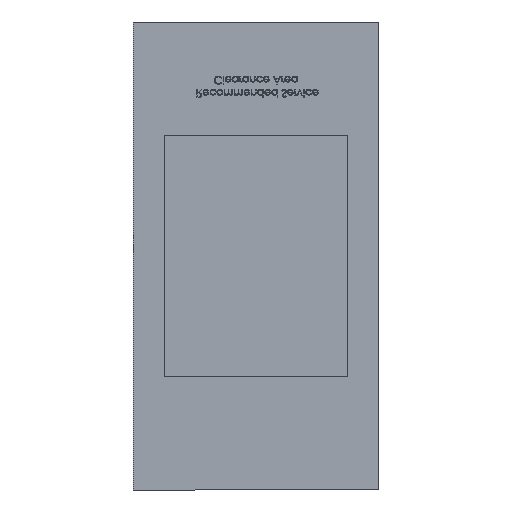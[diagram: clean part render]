
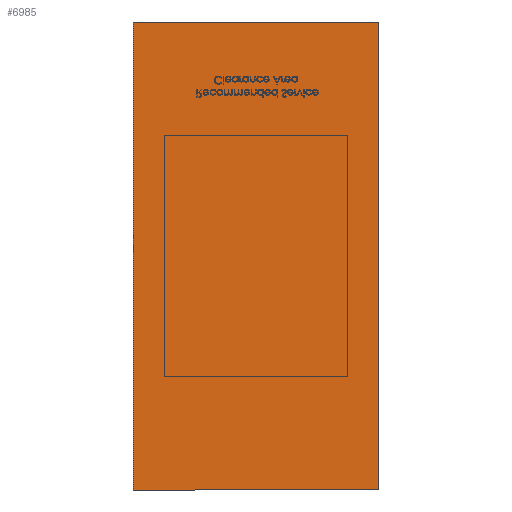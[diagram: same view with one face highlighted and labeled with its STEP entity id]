
A CAD part, front view. The second image highlights one B-rep face of the part: STEP entity #6985.
In plain terms, the highlighted planar face has unit normal (0, -1, 0).
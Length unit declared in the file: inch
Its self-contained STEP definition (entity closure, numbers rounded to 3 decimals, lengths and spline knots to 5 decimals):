
#398 = VECTOR ( 'NONE', #12975, 39.37008 ) ;
#401 = ORIENTED_EDGE ( 'NONE', *, *, #20696, .T. ) ;
#873 = CARTESIAN_POINT ( 'NONE',  ( 0., -5.25, 0. ) ) ;
#4910 = CARTESIAN_POINT ( 'NONE',  ( 23.81, -5.25, 45.405 ) ) ;
#6753 = FACE_OUTER_BOUND ( 'NONE', #22721, .T. ) ;
#6965 = DIRECTION ( 'NONE',  ( 1., 0., 0. ) ) ;
#6985 = ADVANCED_FACE ( 'NONE', ( #6753 ), #38845, .T. ) ;
#7110 = CARTESIAN_POINT ( 'NONE',  ( 23.81, -5.25, -45.405 ) ) ;
#8275 = VECTOR ( 'NONE', #6965, 39.37008 ) ;
#10118 = CARTESIAN_POINT ( 'NONE',  ( 23.81, -5.25, 45.405 ) ) ;
#10129 = LINE ( 'NONE', #19923, #398 ) ;
#12975 = DIRECTION ( 'NONE',  ( 0., 0., 1. ) ) ;
#15111 = VERTEX_POINT ( 'NONE', #10118 ) ;
#17488 = LINE ( 'NONE', #40652, #34308 ) ;
#18024 = CARTESIAN_POINT ( 'NONE',  ( -23.81, -5.25, -45.405 ) ) ;
#18386 = DIRECTION ( 'NONE',  ( 0., -1., 0. ) ) ;
#19923 = CARTESIAN_POINT ( 'NONE',  ( 23.81, -5.25, -45.405 ) ) ;
#20696 = EDGE_CURVE ( 'NONE', #28329, #34157, #21807, .T. ) ;
#21218 = ORIENTED_EDGE ( 'NONE', *, *, #34418, .T. ) ;
#21807 = LINE ( 'NONE', #7110, #8275 ) ;
#22721 = EDGE_LOOP ( 'NONE', ( #32204, #401, #21218, #35306 ) ) ;
#22736 = EDGE_CURVE ( 'NONE', #15111, #24645, #38513, .T. ) ;
#24645 = VERTEX_POINT ( 'NONE', #43061 ) ;
#25212 = DIRECTION ( 'NONE',  ( 0., 0., -1. ) ) ;
#25963 = DIRECTION ( 'NONE',  ( -1., 0., 0. ) ) ;
#26790 = EDGE_CURVE ( 'NONE', #24645, #28329, #17488, .T. ) ;
#28329 = VERTEX_POINT ( 'NONE', #18024 ) ;
#30912 = VECTOR ( 'NONE', #25963, 39.37008 ) ;
#32204 = ORIENTED_EDGE ( 'NONE', *, *, #26790, .T. ) ;
#34157 = VERTEX_POINT ( 'NONE', #41481 ) ;
#34308 = VECTOR ( 'NONE', #37284, 39.37008 ) ;
#34418 = EDGE_CURVE ( 'NONE', #34157, #15111, #10129, .T. ) ;
#35306 = ORIENTED_EDGE ( 'NONE', *, *, #22736, .T. ) ;
#37284 = DIRECTION ( 'NONE',  ( 0., 0., -1. ) ) ;
#38513 = LINE ( 'NONE', #4910, #30912 ) ;
#38845 = PLANE ( 'NONE',  #44925 ) ;
#40652 = CARTESIAN_POINT ( 'NONE',  ( -23.81, -5.25, -45.405 ) ) ;
#41481 = CARTESIAN_POINT ( 'NONE',  ( 23.81, -5.25, -45.405 ) ) ;
#43061 = CARTESIAN_POINT ( 'NONE',  ( -23.81, -5.25, 45.405 ) ) ;
#44925 = AXIS2_PLACEMENT_3D ( 'NONE', #873, #18386, #25212 ) ;
